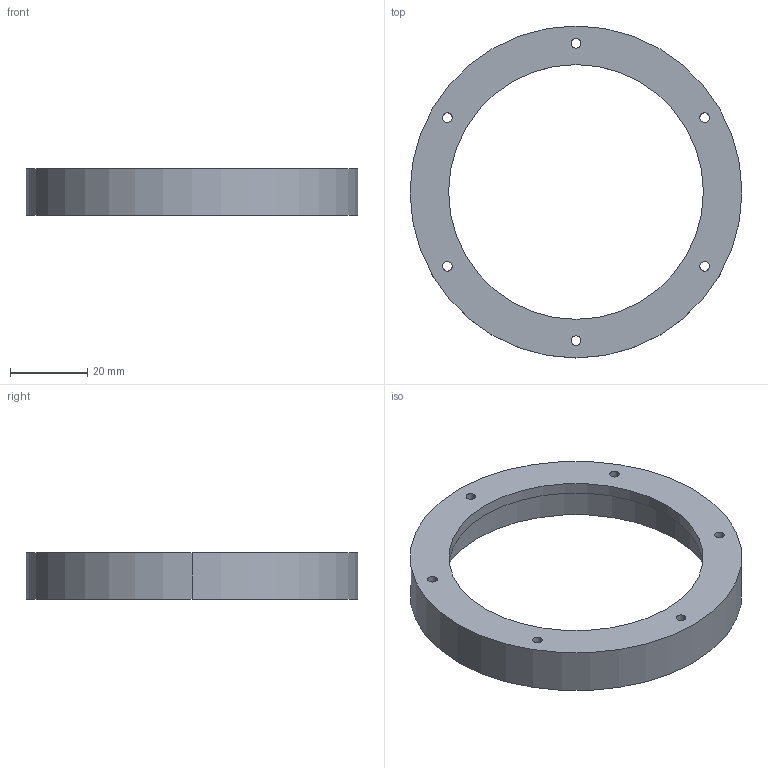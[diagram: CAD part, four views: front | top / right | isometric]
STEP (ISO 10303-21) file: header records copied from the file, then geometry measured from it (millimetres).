
FILE_DESCRIPTION (( 'STEP AP203' ), '1' );
FILE_NAME ('Öá³Ðµ²È¦.STEP', '2021-11-21T07:46:02', ( '' ), ( '' ), 'SwSTEP 2.0', 'SolidWorks 2020', '' );
FILE_SCHEMA (( 'CONFIG_CONTROL_DESIGN' ));
Length unit declared in the file: millimetre
Products named in the file (1): 轴承挡圈
Bounding box: 86 x 86 x 12 mm (x, y, z)
Volume: 22445.1 mm3; surface area: 11181.7 mm2
Topology: 1 solids, 1 shells, 21 faces, 54 edges, 36 vertices
Faces by surface type: cylinder 18, plane 3
Entity records: 769 total; most frequent: DIRECTION 134, CARTESIAN_POINT 112, ORIENTED_EDGE 108, AXIS2_PLACEMENT_3D 58, EDGE_CURVE 54, VERTEX_POINT 36, CIRCLE 36, EDGE_LOOP 36
